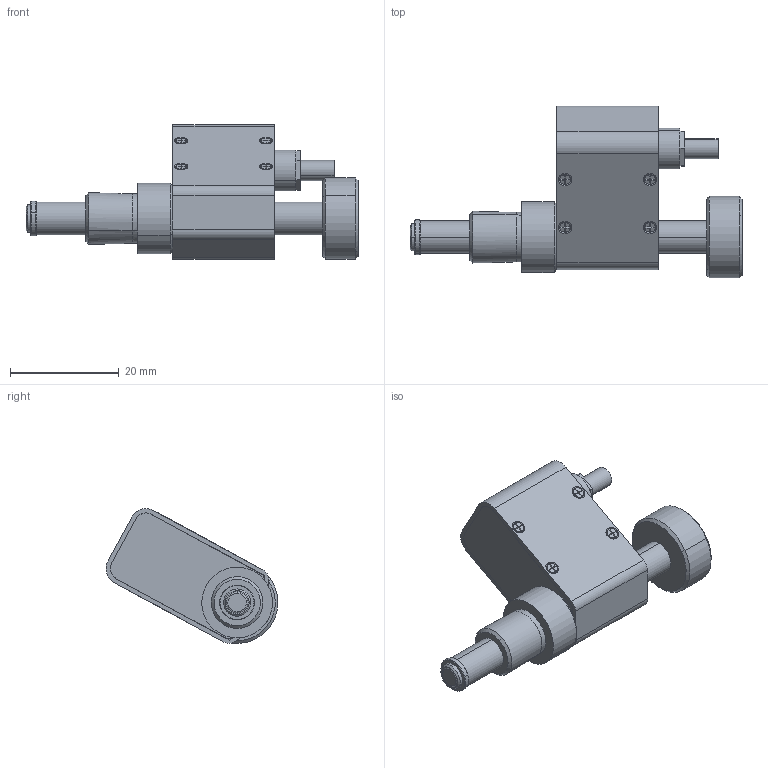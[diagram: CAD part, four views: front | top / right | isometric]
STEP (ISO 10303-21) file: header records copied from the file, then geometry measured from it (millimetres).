
FILE_DESCRIPTION (( 'STEP AP203' ), '1' );
FILE_NAME ('PAM6-13 Temp.STEP', '2023-12-08T08:06:06', ( '' ), ( '' ), 'SwSTEP 2.0', 'SolidWorks 2013', '' );
FILE_SCHEMA (( 'CONFIG_CONTROL_DESIGN' ));
Length unit declared in the file: millimetre
Products named in the file (3): PAM6-13-1; PAM6-13 Temp; PAM6-13-2_蹬怮椔
Assembly tree (2 placements, depth 2):
  PAM6-13 Temp
    PAM6-13-2_蹬怮椔
    PAM6-13-1
Bounding box: 61 x 31.55 x 24.75 mm (x, y, z)
Surface area: 7091.8 mm2 (no closed solid volume)
Topology: 0 solids, 20 shells, 249 faces, 633 edges, 407 vertices
Faces by surface type: plane 138, cylinder 61, cone 48, bspline 2
Entity records: 8479 total; most frequent: CARTESIAN_POINT 2209, DIRECTION 1238, ORIENTED_EDGE 1158, EDGE_CURVE 633, AXIS2_PLACEMENT_3D 428, VERTEX_POINT 407, VECTOR 382, LINE 382
